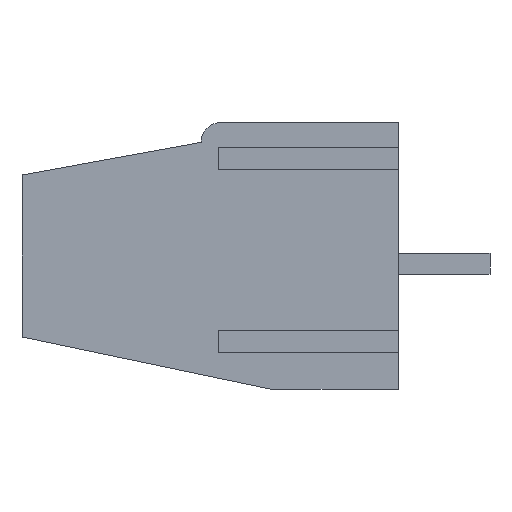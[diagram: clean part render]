
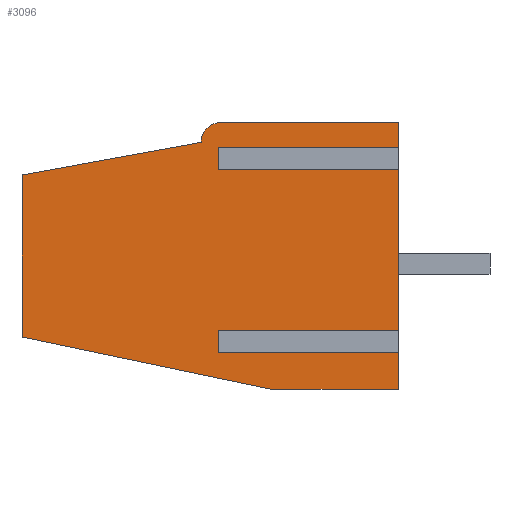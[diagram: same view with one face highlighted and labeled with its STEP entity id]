
A CAD part, left-side view. The second image highlights one B-rep face of the part: STEP entity #3096.
In plain terms, the highlighted planar face has unit normal (-1, 0, 0).
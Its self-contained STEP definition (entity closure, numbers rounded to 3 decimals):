
#148=PLANE('',#3309);
#302=FACE_OUTER_BOUND('',#474,.T.);
#474=EDGE_LOOP('',(#2594,#2595,#2596,#2597,#2598,#2599,#2600,#2601,#2602,
#2603,#2604,#2605,#2606,#2607,#2608));
#636=LINE('',#4493,#1007);
#658=LINE('',#4539,#1029);
#662=LINE('',#4547,#1033);
#666=LINE('',#4555,#1037);
#731=LINE('',#4685,#1102);
#743=LINE('',#4713,#1114);
#745=LINE('',#4716,#1116);
#747=LINE('',#4719,#1118);
#822=LINE('',#4870,#1193);
#823=LINE('',#4872,#1194);
#824=LINE('',#4873,#1195);
#825=LINE('',#4875,#1196);
#826=LINE('',#4877,#1197);
#827=LINE('',#4878,#1198);
#1007=VECTOR('',#3654,1000.);
#1029=VECTOR('',#3680,1000.);
#1033=VECTOR('',#3684,1000.);
#1037=VECTOR('',#3688,1000.);
#1102=VECTOR('',#3757,1000.);
#1114=VECTOR('',#3777,1000.);
#1116=VECTOR('',#3781,1000.);
#1118=VECTOR('',#3785,1000.);
#1193=VECTOR('',#3938,1000.);
#1194=VECTOR('',#3939,1000.);
#1195=VECTOR('',#3940,1000.);
#1196=VECTOR('',#3941,1000.);
#1197=VECTOR('',#3942,1000.);
#1198=VECTOR('',#3943,1000.);
#1298=CIRCLE('',#3266,0.75);
#1401=VERTEX_POINT('',#4490);
#1402=VERTEX_POINT('',#4492);
#1423=VERTEX_POINT('',#4536);
#1424=VERTEX_POINT('',#4538);
#1427=VERTEX_POINT('',#4544);
#1428=VERTEX_POINT('',#4546);
#1431=VERTEX_POINT('',#4552);
#1432=VERTEX_POINT('',#4554);
#1495=VERTEX_POINT('',#4683);
#1505=VERTEX_POINT('',#4705);
#1507=VERTEX_POINT('',#4711);
#1544=VERTEX_POINT('',#4869);
#1545=VERTEX_POINT('',#4871);
#1546=VERTEX_POINT('',#4874);
#1547=VERTEX_POINT('',#4876);
#1724=EDGE_CURVE('',#1401,#1402,#636,.T.);
#1746=EDGE_CURVE('',#1423,#1424,#658,.T.);
#1750=EDGE_CURVE('',#1427,#1428,#662,.T.);
#1754=EDGE_CURVE('',#1431,#1432,#666,.T.);
#1819=EDGE_CURVE('',#1495,#1423,#731,.T.);
#1830=EDGE_CURVE('',#1505,#1495,#1298,.T.);
#1833=EDGE_CURVE('',#1507,#1505,#743,.T.);
#1835=EDGE_CURVE('',#1402,#1507,#745,.T.);
#1837=EDGE_CURVE('',#1432,#1401,#747,.T.);
#1912=EDGE_CURVE('',#1544,#1431,#822,.T.);
#1913=EDGE_CURVE('',#1544,#1545,#823,.T.);
#1914=EDGE_CURVE('',#1545,#1428,#824,.T.);
#1915=EDGE_CURVE('',#1546,#1427,#825,.T.);
#1916=EDGE_CURVE('',#1546,#1547,#826,.T.);
#1917=EDGE_CURVE('',#1547,#1424,#827,.T.);
#2594=ORIENTED_EDGE('',*,*,#1912,.F.);
#2595=ORIENTED_EDGE('',*,*,#1913,.T.);
#2596=ORIENTED_EDGE('',*,*,#1914,.T.);
#2597=ORIENTED_EDGE('',*,*,#1750,.F.);
#2598=ORIENTED_EDGE('',*,*,#1915,.F.);
#2599=ORIENTED_EDGE('',*,*,#1916,.T.);
#2600=ORIENTED_EDGE('',*,*,#1917,.T.);
#2601=ORIENTED_EDGE('',*,*,#1746,.F.);
#2602=ORIENTED_EDGE('',*,*,#1819,.F.);
#2603=ORIENTED_EDGE('',*,*,#1830,.F.);
#2604=ORIENTED_EDGE('',*,*,#1833,.F.);
#2605=ORIENTED_EDGE('',*,*,#1835,.F.);
#2606=ORIENTED_EDGE('',*,*,#1724,.F.);
#2607=ORIENTED_EDGE('',*,*,#1837,.F.);
#2608=ORIENTED_EDGE('',*,*,#1754,.F.);
#3096=ADVANCED_FACE('',(#302),#148,.T.);
#3266=AXIS2_PLACEMENT_3D('',#4707,#3770,#3771);
#3309=AXIS2_PLACEMENT_3D('',#4868,#3936,#3937);
#3654=DIRECTION('',(0.,0.979,0.205));
#3680=DIRECTION('',(0.,0.,-1.));
#3684=DIRECTION('',(0.,0.,-1.));
#3688=DIRECTION('',(0.,0.,-1.));
#3757=DIRECTION('',(0.,-1.,0.));
#3770=DIRECTION('center_axis',(1.,0.,0.));
#3771=DIRECTION('ref_axis',(0.,0.,1.));
#3777=DIRECTION('',(0.,-0.984,0.18));
#3781=DIRECTION('',(0.,0.,1.));
#3785=DIRECTION('',(0.,1.,0.));
#3936=DIRECTION('center_axis',(-1.,0.,0.));
#3937=DIRECTION('ref_axis',(0.,0.,1.));
#3938=DIRECTION('',(0.,-1.,0.));
#3939=DIRECTION('',(0.,0.,1.));
#3940=DIRECTION('',(0.,-1.,0.));
#3941=DIRECTION('',(0.,-1.,0.));
#3942=DIRECTION('',(0.,0.,1.));
#3943=DIRECTION('',(0.,-1.,0.));
#4490=CARTESIAN_POINT('',(-5.,4.85,-5.1));
#4492=CARTESIAN_POINT('',(-5.,14.4,-3.1));
#4493=CARTESIAN_POINT('',(-5.,14.4,-3.1));
#4536=CARTESIAN_POINT('',(-5.,0.,5.1));
#4538=CARTESIAN_POINT('',(-5.,0.,4.1));
#4539=CARTESIAN_POINT('',(-5.,0.,5.1));
#4544=CARTESIAN_POINT('',(-5.,0.,3.35));
#4546=CARTESIAN_POINT('',(-5.,0.,-2.91));
#4547=CARTESIAN_POINT('',(-5.,0.,5.1));
#4552=CARTESIAN_POINT('',(-5.,0.,-3.66));
#4554=CARTESIAN_POINT('',(-5.,0.,-5.1));
#4555=CARTESIAN_POINT('',(-5.,0.,5.1));
#4683=CARTESIAN_POINT('',(-5.,6.8,5.1));
#4685=CARTESIAN_POINT('',(-5.,0.,5.1));
#4705=CARTESIAN_POINT('',(-5.,7.55,4.35));
#4707=CARTESIAN_POINT('Origin',(-5.,6.8,4.35));
#4711=CARTESIAN_POINT('',(-5.,14.4,3.1));
#4713=CARTESIAN_POINT('',(-5.,7.55,4.35));
#4716=CARTESIAN_POINT('',(-5.,14.4,3.1));
#4719=CARTESIAN_POINT('',(-5.,4.85,-5.1));
#4868=CARTESIAN_POINT('Origin',(-5.,6.8,4.35));
#4869=CARTESIAN_POINT('',(-5.,6.9,-3.66));
#4870=CARTESIAN_POINT('',(-5.,6.9,-3.66));
#4871=CARTESIAN_POINT('',(-5.,6.9,-2.91));
#4872=CARTESIAN_POINT('',(-5.,6.9,-3.66));
#4873=CARTESIAN_POINT('',(-5.,6.9,-2.91));
#4874=CARTESIAN_POINT('',(-5.,6.9,3.35));
#4875=CARTESIAN_POINT('',(-5.,6.9,3.35));
#4876=CARTESIAN_POINT('',(-5.,6.9,4.1));
#4877=CARTESIAN_POINT('',(-5.,6.9,3.35));
#4878=CARTESIAN_POINT('',(-5.,6.9,4.1));
